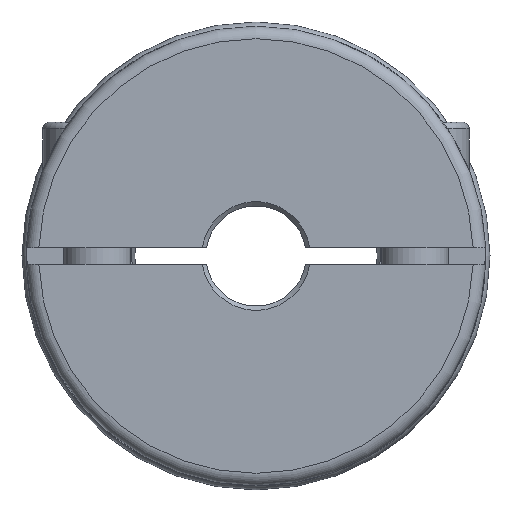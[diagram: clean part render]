
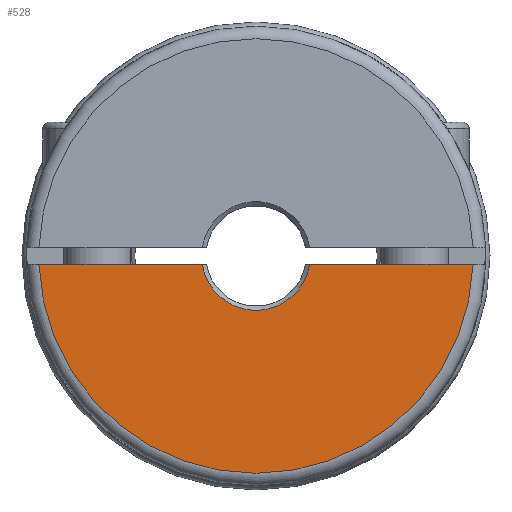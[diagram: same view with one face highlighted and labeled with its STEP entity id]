
A CAD part, left-side view. The second image highlights one B-rep face of the part: STEP entity #528.
In plain terms, the highlighted planar face has unit normal (-1, 0, 0).
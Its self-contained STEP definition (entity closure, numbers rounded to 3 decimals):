
#528 = ADVANCED_FACE( '', ( #1168 ), #1169, .T. );
#1168 = FACE_OUTER_BOUND( '', #1837, .T. );
#1169 = PLANE( '', #1838 );
#1837 = EDGE_LOOP( '', ( #3118, #3119, #3120, #3121 ) );
#1838 = AXIS2_PLACEMENT_3D( '', #3122, #3123, #3124 );
#3118 = ORIENTED_EDGE( '', *, *, #3688, .F. );
#3119 = ORIENTED_EDGE( '', *, *, #3626, .T. );
#3120 = ORIENTED_EDGE( '', *, *, #3773, .F. );
#3121 = ORIENTED_EDGE( '', *, *, #3304, .T. );
#3122 = CARTESIAN_POINT( '', ( 0., 0., 5. ) );
#3123 = DIRECTION( '', ( -1., 0., 0. ) );
#3124 = DIRECTION( '', ( 0., 0., 1. ) );
#3304 = EDGE_CURVE( '', #3808, #3812, #3814, .T. );
#3626 = EDGE_CURVE( '', #4322, #4324, #4326, .F. );
#3688 = EDGE_CURVE( '', #4322, #3812, #4406, .T. );
#3773 = EDGE_CURVE( '', #3808, #4324, #4509, .T. );
#3808 = VERTEX_POINT( '', #4546 );
#3812 = VERTEX_POINT( '', #4563 );
#3814 = CIRCLE( '', #4578, 26. );
#4322 = VERTEX_POINT( '', #5766 );
#4324 = VERTEX_POINT( '', #5771 );
#4326 = CIRCLE( '', #5776, 6.5 );
#4406 = LINE( '', #5940, #5941 );
#4509 = LINE( '', #6193, #6194 );
#4546 = CARTESIAN_POINT( '', ( 0., 25.981, -1. ) );
#4563 = CARTESIAN_POINT( '', ( 0., -25.981, -1. ) );
#4578 = AXIS2_PLACEMENT_3D( '', #6237, #6238, #6239 );
#5766 = CARTESIAN_POINT( '', ( 0., -6.423, -1. ) );
#5771 = CARTESIAN_POINT( '', ( 0., 6.423, -1. ) );
#5776 = AXIS2_PLACEMENT_3D( '', #6687, #6688, #6689 );
#5940 = CARTESIAN_POINT( '', ( 0., 0., -1. ) );
#5941 = VECTOR( '', #6740, 1000. );
#6193 = CARTESIAN_POINT( '', ( 0., 0., -1. ) );
#6194 = VECTOR( '', #6804, 1000. );
#6237 = CARTESIAN_POINT( '', ( 0., 0., 0. ) );
#6238 = DIRECTION( '', ( -1., 0., 0. ) );
#6239 = DIRECTION( '', ( 0., 0., 1. ) );
#6687 = CARTESIAN_POINT( '', ( 0., 0., 0. ) );
#6688 = DIRECTION( '', ( -1., 0., 0. ) );
#6689 = DIRECTION( '', ( 0., 0., 1. ) );
#6740 = DIRECTION( '', ( 0., -1., 0. ) );
#6804 = DIRECTION( '', ( 0., -1., 0. ) );
